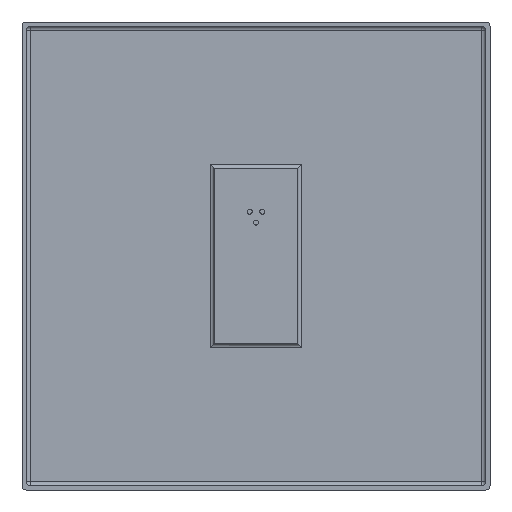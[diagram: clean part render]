
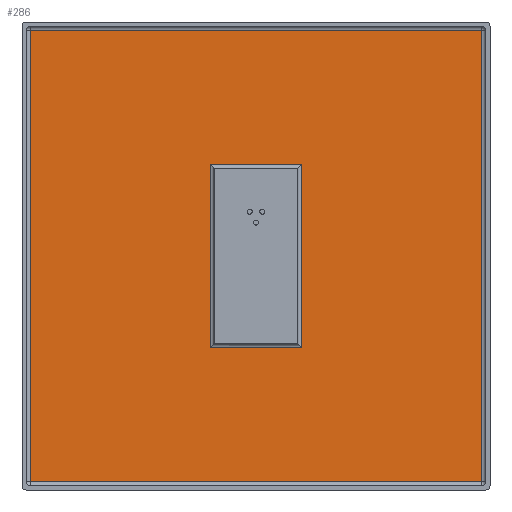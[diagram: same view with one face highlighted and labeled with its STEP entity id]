
A CAD part, front view. The second image highlights one B-rep face of the part: STEP entity #286.
In plain terms, the highlighted planar face has unit normal (0, -1, 0).
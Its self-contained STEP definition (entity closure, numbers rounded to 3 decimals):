
#34 = DIRECTION ( 'NONE',  ( 1., 0., 0. ) ) ;
#75 = CARTESIAN_POINT ( 'NONE',  ( 270., 0., 0. ) ) ;
#92 = ORIENTED_EDGE ( 'NONE', *, *, #1928, .T. ) ;
#93 = CARTESIAN_POINT ( 'NONE',  ( -270., 0., 270. ) ) ;
#106 = CARTESIAN_POINT ( 'NONE',  ( -55., 0., -110. ) ) ;
#155 = VECTOR ( 'NONE', #201, 1000. ) ;
#169 = VECTOR ( 'NONE', #943, 1000. ) ;
#189 = FACE_BOUND ( 'NONE', #738, .T. ) ;
#201 = DIRECTION ( 'NONE',  ( 0., 0., 1. ) ) ;
#286 = ADVANCED_FACE ( 'NONE', ( #189, #899 ), #1840, .T. ) ;
#300 = LINE ( 'NONE', #1009, #658 ) ;
#308 = CARTESIAN_POINT ( 'NONE',  ( 0., 0., 270. ) ) ;
#395 = EDGE_CURVE ( 'NONE', #408, #688, #630, .T. ) ;
#408 = VERTEX_POINT ( 'NONE', #93 ) ;
#435 = CARTESIAN_POINT ( 'NONE',  ( -270., 0., 0. ) ) ;
#442 = AXIS2_PLACEMENT_3D ( 'NONE', #1681, #2176, #1668 ) ;
#475 = EDGE_CURVE ( 'NONE', #2172, #2088, #1905, .T. ) ;
#517 = VECTOR ( 'NONE', #34, 1000. ) ;
#590 = EDGE_CURVE ( 'NONE', #688, #1506, #928, .T. ) ;
#593 = ORIENTED_EDGE ( 'NONE', *, *, #1962, .T. ) ;
#630 = LINE ( 'NONE', #435, #901 ) ;
#640 = CARTESIAN_POINT ( 'NONE',  ( 55., 0., 110. ) ) ;
#658 = VECTOR ( 'NONE', #1156, 1000. ) ;
#688 = VERTEX_POINT ( 'NONE', #908 ) ;
#738 = EDGE_LOOP ( 'NONE', ( #1738, #1371, #593, #2220 ) ) ;
#846 = VERTEX_POINT ( 'NONE', #860 ) ;
#860 = CARTESIAN_POINT ( 'NONE',  ( 55., 0., -110. ) ) ;
#865 = VECTOR ( 'NONE', #1533, 1000. ) ;
#884 = EDGE_CURVE ( 'NONE', #1450, #408, #1892, .T. ) ;
#885 = EDGE_LOOP ( 'NONE', ( #92, #1113, #1902, #2211 ) ) ;
#899 = FACE_OUTER_BOUND ( 'NONE', #885, .T. ) ;
#901 = VECTOR ( 'NONE', #1141, 1000. ) ;
#908 = CARTESIAN_POINT ( 'NONE',  ( -270., 0., -270. ) ) ;
#928 = LINE ( 'NONE', #1799, #517 ) ;
#932 = CARTESIAN_POINT ( 'NONE',  ( 270., 0., -270. ) ) ;
#943 = DIRECTION ( 'NONE',  ( 0., 0., 1. ) ) ;
#959 = LINE ( 'NONE', #980, #1524 ) ;
#980 = CARTESIAN_POINT ( 'NONE',  ( 55., 0., -105. ) ) ;
#1009 = CARTESIAN_POINT ( 'NONE',  ( -50., 0., -110. ) ) ;
#1016 = DIRECTION ( 'NONE',  ( -1., 0., 0. ) ) ;
#1025 = VERTEX_POINT ( 'NONE', #106 ) ;
#1087 = LINE ( 'NONE', #1446, #169 ) ;
#1113 = ORIENTED_EDGE ( 'NONE', *, *, #884, .T. ) ;
#1141 = DIRECTION ( 'NONE',  ( 0., 0., -1. ) ) ;
#1156 = DIRECTION ( 'NONE',  ( -1., 0., 0. ) ) ;
#1371 = ORIENTED_EDGE ( 'NONE', *, *, #475, .T. ) ;
#1446 = CARTESIAN_POINT ( 'NONE',  ( -55., 0., 105. ) ) ;
#1450 = VERTEX_POINT ( 'NONE', #1979 ) ;
#1506 = VERTEX_POINT ( 'NONE', #932 ) ;
#1523 = EDGE_CURVE ( 'NONE', #1025, #2172, #1087, .T. ) ;
#1524 = VECTOR ( 'NONE', #2005, 1000. ) ;
#1533 = DIRECTION ( 'NONE',  ( 1., 0., 0. ) ) ;
#1594 = EDGE_CURVE ( 'NONE', #846, #1025, #300, .T. ) ;
#1597 = CARTESIAN_POINT ( 'NONE',  ( -55., 0., 110. ) ) ;
#1668 = DIRECTION ( 'NONE',  ( 0., 0., -1. ) ) ;
#1681 = CARTESIAN_POINT ( 'NONE',  ( 0., 0., 0. ) ) ;
#1738 = ORIENTED_EDGE ( 'NONE', *, *, #1523, .T. ) ;
#1799 = CARTESIAN_POINT ( 'NONE',  ( 0., 0., -270. ) ) ;
#1840 = PLANE ( 'NONE',  #442 ) ;
#1847 = LINE ( 'NONE', #75, #155 ) ;
#1882 = CARTESIAN_POINT ( 'NONE',  ( 50., 0., 110. ) ) ;
#1892 = LINE ( 'NONE', #308, #1921 ) ;
#1902 = ORIENTED_EDGE ( 'NONE', *, *, #395, .T. ) ;
#1905 = LINE ( 'NONE', #1882, #865 ) ;
#1921 = VECTOR ( 'NONE', #1016, 1000. ) ;
#1928 = EDGE_CURVE ( 'NONE', #1506, #1450, #1847, .T. ) ;
#1962 = EDGE_CURVE ( 'NONE', #2088, #846, #959, .T. ) ;
#1979 = CARTESIAN_POINT ( 'NONE',  ( 270., 0., 270. ) ) ;
#2005 = DIRECTION ( 'NONE',  ( 0., 0., -1. ) ) ;
#2088 = VERTEX_POINT ( 'NONE', #640 ) ;
#2172 = VERTEX_POINT ( 'NONE', #1597 ) ;
#2176 = DIRECTION ( 'NONE',  ( 0., -1., 0. ) ) ;
#2211 = ORIENTED_EDGE ( 'NONE', *, *, #590, .T. ) ;
#2220 = ORIENTED_EDGE ( 'NONE', *, *, #1594, .T. ) ;
